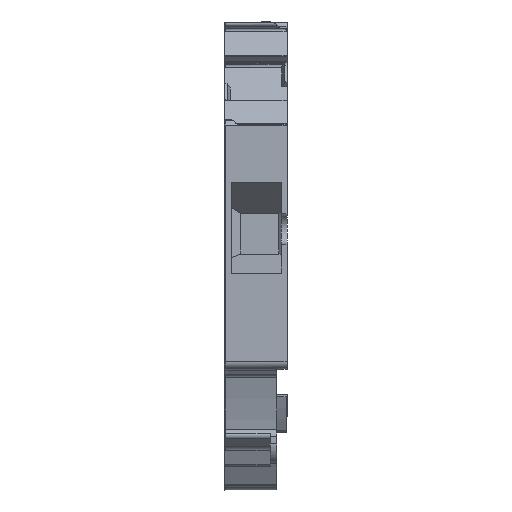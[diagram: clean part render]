
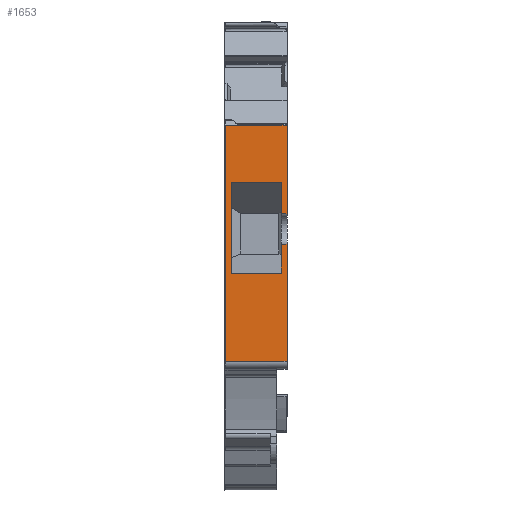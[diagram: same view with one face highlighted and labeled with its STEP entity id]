
A CAD part, front view. The second image highlights one B-rep face of the part: STEP entity #1653.
In plain terms, the highlighted planar face has unit normal (0, -1, 0).
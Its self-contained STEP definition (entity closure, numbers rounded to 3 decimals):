
#1554=AXIS2_PLACEMENT_3D('Plane Axis2P3D',#1551,#1552,#1553) ;
#1527=CARTESIAN_POINT('Vertex',(0.05,0.,35.862)) ;
#1530=CARTESIAN_POINT('Line Origine',(3.075,0.,35.862)) ;
#1534=CARTESIAN_POINT('Vertex',(6.1,0.,35.862)) ;
#1551=CARTESIAN_POINT('Axis2P3D Location',(6.1,0.,18.041)) ;
#1556=CARTESIAN_POINT('Line Origine',(2.575,0.,12.633)) ;
#1560=CARTESIAN_POINT('Vertex',(0.05,0.,12.633)) ;
#1562=CARTESIAN_POINT('Vertex',(5.1,0.,12.633)) ;
#1565=CARTESIAN_POINT('Line Origine',(5.6,0.,12.633)) ;
#1569=CARTESIAN_POINT('Vertex',(6.1,0.,12.633)) ;
#1572=CARTESIAN_POINT('Line Origine',(6.1,0.,18.383)) ;
#1576=CARTESIAN_POINT('Vertex',(6.1,0.,24.133)) ;
#1579=CARTESIAN_POINT('Line Origine',(5.825,0.,24.133)) ;
#1583=CARTESIAN_POINT('Vertex',(5.55,0.,24.133)) ;
#1586=CARTESIAN_POINT('Line Origine',(5.55,0.,22.721)) ;
#1590=CARTESIAN_POINT('Vertex',(5.55,0.,21.309)) ;
#1593=CARTESIAN_POINT('Line Origine',(3.075,0.,21.309)) ;
#1597=CARTESIAN_POINT('Vertex',(0.6,0.,21.309)) ;
#1600=CARTESIAN_POINT('Line Origine',(0.6,0.,25.763)) ;
#1604=CARTESIAN_POINT('Vertex',(0.6,0.,30.217)) ;
#1607=CARTESIAN_POINT('Line Origine',(3.075,0.,30.217)) ;
#1611=CARTESIAN_POINT('Vertex',(5.55,0.,30.217)) ;
#1614=CARTESIAN_POINT('Line Origine',(5.55,0.,28.675)) ;
#1618=CARTESIAN_POINT('Vertex',(5.55,0.,27.133)) ;
#1621=CARTESIAN_POINT('Line Origine',(5.825,0.,27.133)) ;
#1625=CARTESIAN_POINT('Vertex',(6.1,0.,27.133)) ;
#1628=CARTESIAN_POINT('Line Origine',(6.1,0.,31.498)) ;
#1633=CARTESIAN_POINT('Line Origine',(0.05,0.,24.248)) ;
#1531=DIRECTION('Vector Direction',(-1.,0.,0.)) ;
#1552=DIRECTION('Axis2P3D Direction',(0.,-1.,0.)) ;
#1553=DIRECTION('Axis2P3D XDirection',(0.,0.,1.)) ;
#1557=DIRECTION('Vector Direction',(-1.,0.,0.)) ;
#1566=DIRECTION('Vector Direction',(-1.,0.,0.)) ;
#1573=DIRECTION('Vector Direction',(0.,0.,-1.)) ;
#1580=DIRECTION('Vector Direction',(1.,0.,0.)) ;
#1587=DIRECTION('Vector Direction',(0.,0.,-1.)) ;
#1594=DIRECTION('Vector Direction',(1.,0.,0.)) ;
#1601=DIRECTION('Vector Direction',(0.,0.,-1.)) ;
#1608=DIRECTION('Vector Direction',(1.,0.,0.)) ;
#1615=DIRECTION('Vector Direction',(0.,0.,-1.)) ;
#1622=DIRECTION('Vector Direction',(1.,0.,0.)) ;
#1629=DIRECTION('Vector Direction',(0.,0.,-1.)) ;
#1634=DIRECTION('Vector Direction',(0.,0.,1.)) ;
#1532=VECTOR('Line Direction',#1531,1.) ;
#1558=VECTOR('Line Direction',#1557,1.) ;
#1567=VECTOR('Line Direction',#1566,1.) ;
#1574=VECTOR('Line Direction',#1573,1.) ;
#1581=VECTOR('Line Direction',#1580,1.) ;
#1588=VECTOR('Line Direction',#1587,1.) ;
#1595=VECTOR('Line Direction',#1594,1.) ;
#1602=VECTOR('Line Direction',#1601,1.) ;
#1609=VECTOR('Line Direction',#1608,1.) ;
#1616=VECTOR('Line Direction',#1615,1.) ;
#1623=VECTOR('Line Direction',#1622,1.) ;
#1630=VECTOR('Line Direction',#1629,1.) ;
#1635=VECTOR('Line Direction',#1634,1.) ;
#1639=ORIENTED_EDGE('',*,*,#1564,.T.) ;
#1640=ORIENTED_EDGE('',*,*,#1571,.T.) ;
#1641=ORIENTED_EDGE('',*,*,#1578,.F.) ;
#1642=ORIENTED_EDGE('',*,*,#1585,.F.) ;
#1643=ORIENTED_EDGE('',*,*,#1592,.T.) ;
#1644=ORIENTED_EDGE('',*,*,#1599,.F.) ;
#1645=ORIENTED_EDGE('',*,*,#1606,.F.) ;
#1646=ORIENTED_EDGE('',*,*,#1613,.T.) ;
#1647=ORIENTED_EDGE('',*,*,#1620,.T.) ;
#1648=ORIENTED_EDGE('',*,*,#1627,.T.) ;
#1649=ORIENTED_EDGE('',*,*,#1632,.F.) ;
#1650=ORIENTED_EDGE('',*,*,#1536,.T.) ;
#1651=ORIENTED_EDGE('',*,*,#1637,.F.) ;
#1653=ADVANCED_FACE('1473521-1-0.1\\Koerper.2',(#1652),#1555,.T.) ;
#1536=EDGE_CURVE('',#1535,#1528,#1533,.T.) ;
#1564=EDGE_CURVE('',#1561,#1563,#1559,.F.) ;
#1571=EDGE_CURVE('',#1563,#1570,#1568,.F.) ;
#1578=EDGE_CURVE('',#1577,#1570,#1575,.T.) ;
#1585=EDGE_CURVE('',#1584,#1577,#1582,.T.) ;
#1592=EDGE_CURVE('',#1584,#1591,#1589,.T.) ;
#1599=EDGE_CURVE('',#1598,#1591,#1596,.T.) ;
#1606=EDGE_CURVE('',#1605,#1598,#1603,.T.) ;
#1613=EDGE_CURVE('',#1605,#1612,#1610,.T.) ;
#1620=EDGE_CURVE('',#1612,#1619,#1617,.T.) ;
#1627=EDGE_CURVE('',#1619,#1626,#1624,.T.) ;
#1632=EDGE_CURVE('',#1535,#1626,#1631,.T.) ;
#1637=EDGE_CURVE('',#1561,#1528,#1636,.T.) ;
#1638=EDGE_LOOP('',(#1639,#1640,#1641,#1642,#1643,#1644,#1645,#1646,#1647,#1648,#1649,#1650,#1651)) ;
#1652=FACE_OUTER_BOUND('',#1638,.T.) ;
#1533=LINE('Line',#1530,#1532) ;
#1559=LINE('Line',#1556,#1558) ;
#1568=LINE('Line',#1565,#1567) ;
#1575=LINE('Line',#1572,#1574) ;
#1582=LINE('Line',#1579,#1581) ;
#1589=LINE('Line',#1586,#1588) ;
#1596=LINE('Line',#1593,#1595) ;
#1603=LINE('Line',#1600,#1602) ;
#1610=LINE('Line',#1607,#1609) ;
#1617=LINE('Line',#1614,#1616) ;
#1624=LINE('Line',#1621,#1623) ;
#1631=LINE('Line',#1628,#1630) ;
#1636=LINE('Line',#1633,#1635) ;
#1555=PLANE('',#1554) ;
#1528=VERTEX_POINT('',#1527) ;
#1535=VERTEX_POINT('',#1534) ;
#1561=VERTEX_POINT('',#1560) ;
#1563=VERTEX_POINT('',#1562) ;
#1570=VERTEX_POINT('',#1569) ;
#1577=VERTEX_POINT('',#1576) ;
#1584=VERTEX_POINT('',#1583) ;
#1591=VERTEX_POINT('',#1590) ;
#1598=VERTEX_POINT('',#1597) ;
#1605=VERTEX_POINT('',#1604) ;
#1612=VERTEX_POINT('',#1611) ;
#1619=VERTEX_POINT('',#1618) ;
#1626=VERTEX_POINT('',#1625) ;
